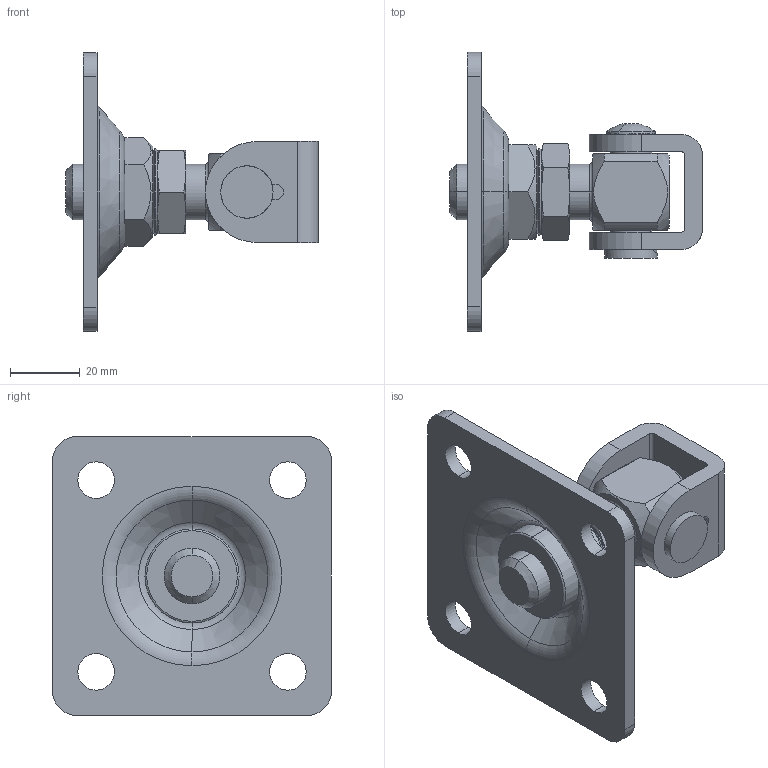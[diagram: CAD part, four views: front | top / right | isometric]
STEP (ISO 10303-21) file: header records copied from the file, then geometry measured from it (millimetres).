
FILE_DESCRIPTION (( 'STEP AP214' ), '1' );
FILE_NAME ('D4_53-M16-K.STEP', '2021-08-25T12:28:54', ( '' ), ( '' ), 'SwSTEP 2.0', 'SolidWorks 2019', '' );
FILE_SCHEMA (( 'AUTOMOTIVE_DESIGN' ));
Length unit declared in the file: millimetre
Products named in the file (11): D4-53-M16 P3; D4-53-M16 P2; D4-53-M16 P1; D4-53-M16 P5; M6x10  P7; D4-53-M16 P6; D4-53-M16 P4; MATICA DIN 439(MATICA M16); D4_53-M16-K
Assembly tree (10 placements, depth 3):
  D4_53-M16-K
    D4-53-M16 P1
      D4-53-M16 P5
      D4-53-M16 P6
      D4-53-M16 P4
    D4-53-M16 P2
      D4-53-M16 P2
      M6x10  P7
      D4-53-M16 P1
      D4-53-M16 P3
    MATICA DIN 439(MATICA M16)
Bounding box: 72.49 x 80 x 80 mm (x, y, z)
Volume: 64217.4 mm3; surface area: 34053.7 mm2
Topology: 8 solids, 8 shells, 679 faces, 1915 edges, 1258 vertices
Faces by surface type: plane 539, cylinder 67, cone 54, torus 12, bspline 5, sphere 2
Entity records: 22908 total; most frequent: CARTESIAN_POINT 4652, ORIENTED_EDGE 3826, DIRECTION 3687, EDGE_CURVE 1913, VECTOR 1273, LINE 1273, VERTEX_POINT 1258, AXIS2_PLACEMENT_3D 1207
